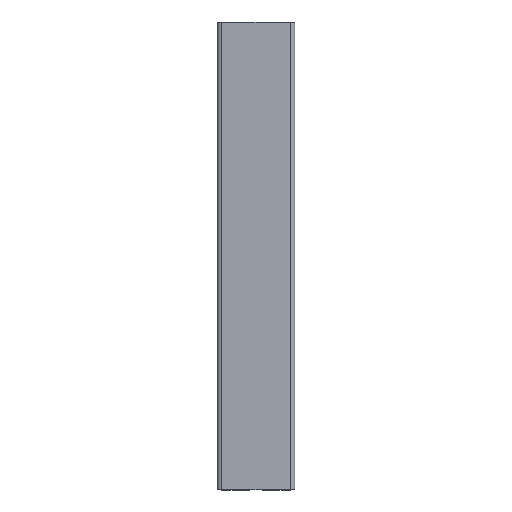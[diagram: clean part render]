
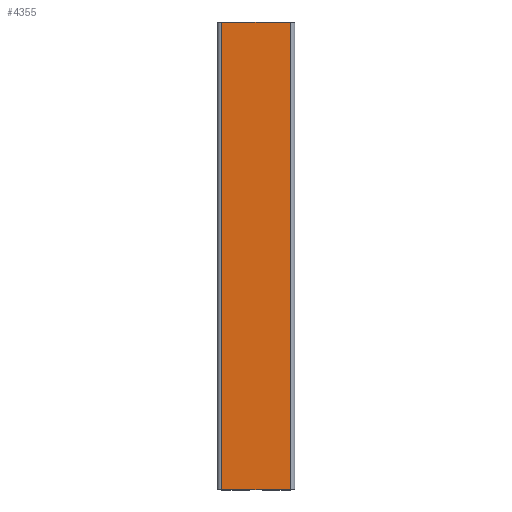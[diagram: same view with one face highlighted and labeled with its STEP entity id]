
A CAD part, top view. The second image highlights one B-rep face of the part: STEP entity #4355.
In plain terms, the highlighted face is planar.
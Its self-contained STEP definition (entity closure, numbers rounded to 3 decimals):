
#443 = ORIENTED_EDGE ( 'NONE', *, *, #3959, .F. ) ;
#446 = ORIENTED_EDGE ( 'NONE', *, *, #3951, .T. ) ;
#454 = ORIENTED_EDGE ( 'NONE', *, *, #3954, .T. ) ;
#467 = ORIENTED_EDGE ( 'NONE', *, *, #3938, .F. ) ;
#981 = AXIS2_PLACEMENT_3D ( 'NONE', #3372, #3368, #3370 ) ;
#1354 = VECTOR ( 'NONE', #2432, 1000. ) ;
#1362 = VECTOR ( 'NONE', #2351, 1000. ) ;
#1369 = VECTOR ( 'NONE', #2391, 1000. ) ;
#1381 = VECTOR ( 'NONE', #2379, 1000. ) ;
#1703 = CARTESIAN_POINT ( 'NONE',  ( 22., 25., 0. ) ) ;
#1758 = CARTESIAN_POINT ( 'NONE',  ( 22., 25., -300. ) ) ;
#1761 = CARTESIAN_POINT ( 'NONE',  ( -22., 25., 0. ) ) ;
#1824 = CARTESIAN_POINT ( 'NONE',  ( -22., 25., -300. ) ) ;
#2338 = LINE ( 'NONE', #2353, #1362 ) ;
#2351 = DIRECTION ( 'NONE',  ( 0., 0., 1. ) ) ;
#2353 = CARTESIAN_POINT ( 'NONE',  ( 22., 25., -300. ) ) ;
#2376 = LINE ( 'NONE', #2390, #1369 ) ;
#2378 = LINE ( 'NONE', #2401, #1354 ) ;
#2379 = DIRECTION ( 'NONE',  ( -1., 0., 0. ) ) ;
#2385 = LINE ( 'NONE', #2399, #1381 ) ;
#2390 = CARTESIAN_POINT ( 'NONE',  ( -22., 25., -300. ) ) ;
#2391 = DIRECTION ( 'NONE',  ( 0., 0., 1. ) ) ;
#2399 = CARTESIAN_POINT ( 'NONE',  ( 22., 25., -300. ) ) ;
#2401 = CARTESIAN_POINT ( 'NONE',  ( 22., 25., 0. ) ) ;
#2432 = DIRECTION ( 'NONE',  ( -1., 0., 0. ) ) ;
#3366 = FACE_OUTER_BOUND ( 'NONE', #5220, .T. ) ;
#3368 = DIRECTION ( 'NONE',  ( 0., 1., 0. ) ) ;
#3370 = DIRECTION ( 'NONE',  ( -1., 0., 0. ) ) ;
#3372 = CARTESIAN_POINT ( 'NONE',  ( 22., 25., -300. ) ) ;
#3377 = PLANE ( 'NONE',  #981 ) ;
#3938 = EDGE_CURVE ( 'NONE', #5436, #5329, #2338, .T. ) ;
#3951 = EDGE_CURVE ( 'NONE', #5436, #5470, #2385, .T. ) ;
#3954 = EDGE_CURVE ( 'NONE', #5470, #5410, #2376, .T. ) ;
#3959 = EDGE_CURVE ( 'NONE', #5329, #5410, #2378, .T. ) ;
#4355 = ADVANCED_FACE ( 'PLANAR_11', ( #3366 ), #3377, .T. ) ;
#5220 = EDGE_LOOP ( 'NONE', ( #443, #467, #446, #454 ) ) ;
#5329 = VERTEX_POINT ( 'NONE', #1703 ) ;
#5410 = VERTEX_POINT ( 'NONE', #1761 ) ;
#5436 = VERTEX_POINT ( 'NONE', #1758 ) ;
#5470 = VERTEX_POINT ( 'NONE', #1824 ) ;
